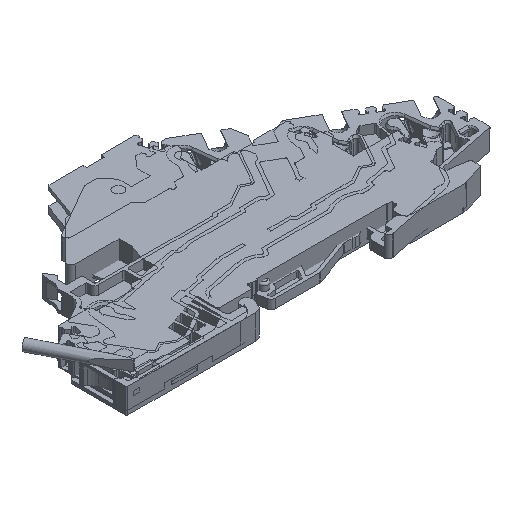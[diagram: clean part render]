
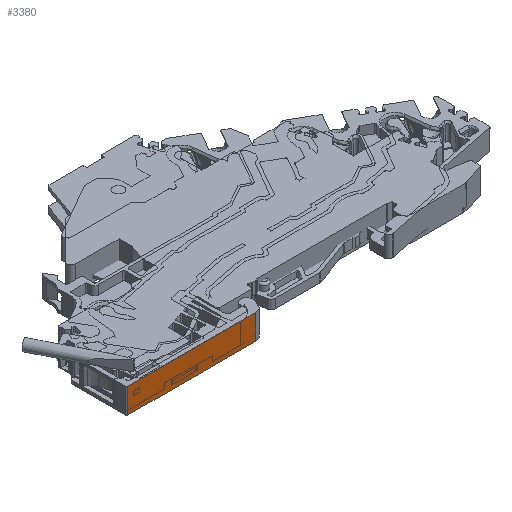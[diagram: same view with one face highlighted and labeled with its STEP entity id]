
A CAD part, isometric view. The second image highlights one B-rep face of the part: STEP entity #3380.
In plain terms, the highlighted planar face has unit normal (0, -1, 0).
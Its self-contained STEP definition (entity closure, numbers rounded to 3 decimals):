
#3380=ADVANCED_FACE('',(#6759),#5534,.F.);
#5534=PLANE('',#43044);
#6759=FACE_OUTER_BOUND('',#8917,.T.);
#8917=EDGE_LOOP('',(#20381,#20382,#20383,#20384));
#11131=LINE('',#59293,#15368);
#11289=LINE('',#60014,#15527);
#11501=LINE('',#60596,#15739);
#11502=LINE('',#60598,#15740);
#15368=VECTOR('',#46880,1.);
#15527=VECTOR('',#47251,1.);
#15739=VECTOR('',#47727,1.);
#15740=VECTOR('',#47730,1.);
#20381=ORIENTED_EDGE('',*,*,#36345,.T.);
#20382=ORIENTED_EDGE('',*,*,#36893,.F.);
#20383=ORIENTED_EDGE('',*,*,#36599,.F.);
#20384=ORIENTED_EDGE('',*,*,#36894,.T.);
#32192=VERTEX_POINT('',#59292);
#32193=VERTEX_POINT('',#59294);
#32428=VERTEX_POINT('',#60013);
#32429=VERTEX_POINT('',#60015);
#36345=EDGE_CURVE('',#32193,#32192,#11131,.T.);
#36599=EDGE_CURVE('',#32428,#32429,#11289,.T.);
#36893=EDGE_CURVE('',#32429,#32192,#11501,.T.);
#36894=EDGE_CURVE('',#32428,#32193,#11502,.T.);
#43044=AXIS2_PLACEMENT_3D('',#60599,#47731,#47732);
#46880=DIRECTION('',(1.,0.,0.));
#47251=DIRECTION('',(1.,0.,0.));
#47727=DIRECTION('',(0.,0.,-1.));
#47730=DIRECTION('',(0.,0.,-1.));
#47731=DIRECTION('',(0.,1.,0.));
#47732=DIRECTION('',(-1.,0.,0.));
#59292=CARTESIAN_POINT('',(955.83,-89.281,0.));
#59293=CARTESIAN_POINT('',(924.446,-89.281,0.));
#59294=CARTESIAN_POINT('',(924.446,-89.281,0.));
#60013=CARTESIAN_POINT('',(924.446,-89.281,6.1));
#60014=CARTESIAN_POINT('',(924.446,-89.281,6.1));
#60015=CARTESIAN_POINT('',(955.83,-89.281,6.1));
#60596=CARTESIAN_POINT('',(955.83,-89.281,6.1));
#60598=CARTESIAN_POINT('',(924.446,-89.281,6.1));
#60599=CARTESIAN_POINT('',(924.446,-89.281,6.1));
